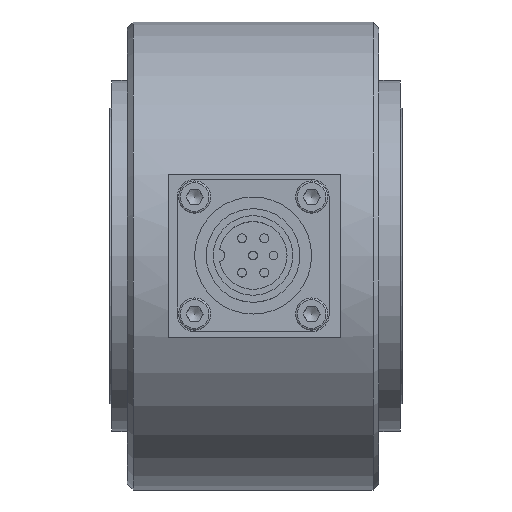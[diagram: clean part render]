
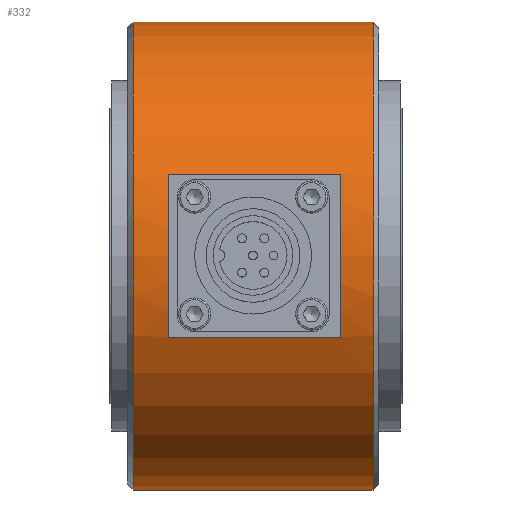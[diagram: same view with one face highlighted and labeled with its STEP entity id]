
A CAD part, top view. The second image highlights one B-rep face of the part: STEP entity #332.
In plain terms, the highlighted cylindrical face has radius 40 mm (diameter 80 mm), a full revolution.
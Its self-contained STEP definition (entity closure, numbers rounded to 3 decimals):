
#332 = ADVANCED_FACE( '', ( #656, #657, #658 ), #659, .T. );
#656 = FACE_OUTER_BOUND( '', #965, .T. );
#657 = FACE_OUTER_BOUND( '', #966, .T. );
#658 = FACE_BOUND( '', #967, .T. );
#659 = CYLINDRICAL_SURFACE( '', #968, 40. );
#965 = EDGE_LOOP( '', ( #1452 ) );
#966 = EDGE_LOOP( '', ( #1453 ) );
#967 = EDGE_LOOP( '', ( #1454, #1455, #1456, #1457 ) );
#968 = AXIS2_PLACEMENT_3D( '', #1458, #1459, #1460 );
#1452 = ORIENTED_EDGE( '', *, *, #1695, .T. );
#1453 = ORIENTED_EDGE( '', *, *, #1655, .T. );
#1454 = ORIENTED_EDGE( '', *, *, #1572, .F. );
#1455 = ORIENTED_EDGE( '', *, *, #1642, .T. );
#1456 = ORIENTED_EDGE( '', *, *, #1574, .F. );
#1457 = ORIENTED_EDGE( '', *, *, #1707, .T. );
#1458 = CARTESIAN_POINT( '', ( -60., 0., 0. ) );
#1459 = DIRECTION( '', ( 1., 0., 0. ) );
#1460 = DIRECTION( '', ( 0., 0., 1. ) );
#1572 = EDGE_CURVE( '', #1773, #1774, #1775, .F. );
#1574 = EDGE_CURVE( '', #1776, #1778, #1779, .T. );
#1642 = EDGE_CURVE( '', #1773, #1778, #1885, .F. );
#1655 = EDGE_CURVE( '', #1905, #1905, #1906, .F. );
#1695 = EDGE_CURVE( '', #1970, #1970, #1971, .F. );
#1707 = EDGE_CURVE( '', #1776, #1774, #1984, .F. );
#1773 = VERTEX_POINT( '', #2056 );
#1774 = VERTEX_POINT( '', #2057 );
#1775 = LINE( '', #2058, #2059 );
#1776 = VERTEX_POINT( '', #2060 );
#1778 = VERTEX_POINT( '', #2063 );
#1779 = LINE( '', #2064, #2065 );
#1885 = CIRCLE( '', #2203, 40. );
#1905 = VERTEX_POINT( '', #2223 );
#1906 = CIRCLE( '', #2224, 40. );
#1970 = VERTEX_POINT( '', #2314 );
#1971 = CIRCLE( '', #2315, 40. );
#1984 = CIRCLE( '', #2330, 40. );
#2056 = CARTESIAN_POINT( '', ( 10., -13.919, 37.5 ) );
#2057 = CARTESIAN_POINT( '', ( 39.5, -13.919, 37.5 ) );
#2058 = CARTESIAN_POINT( '', ( -60., -13.919, 37.5 ) );
#2059 = VECTOR( '', #2407, 1000. );
#2060 = CARTESIAN_POINT( '', ( 39.5, 13.919, 37.5 ) );
#2063 = CARTESIAN_POINT( '', ( 10., 13.919, 37.5 ) );
#2064 = CARTESIAN_POINT( '', ( -60., 13.919, 37.5 ) );
#2065 = VECTOR( '', #2409, 1000. );
#2203 = AXIS2_PLACEMENT_3D( '', #2504, #2505, #2506 );
#2223 = CARTESIAN_POINT( '', ( 45., 0., -40. ) );
#2224 = AXIS2_PLACEMENT_3D( '', #2528, #2529, #2530 );
#2314 = CARTESIAN_POINT( '', ( 4., 0., 40. ) );
#2315 = AXIS2_PLACEMENT_3D( '', #2591, #2592, #2593 );
#2330 = AXIS2_PLACEMENT_3D( '', #2602, #2603, #2604 );
#2407 = DIRECTION( '', ( -1., 0., 0. ) );
#2409 = DIRECTION( '', ( -1., 0., 0. ) );
#2504 = CARTESIAN_POINT( '', ( 10., 0., 0. ) );
#2505 = DIRECTION( '', ( 1., 0., 0. ) );
#2506 = DIRECTION( '', ( 0., -1., 0. ) );
#2528 = CARTESIAN_POINT( '', ( 45., 0., 0. ) );
#2529 = DIRECTION( '', ( 1., 0., 0. ) );
#2530 = DIRECTION( '', ( 0., 0., -1. ) );
#2591 = CARTESIAN_POINT( '', ( 4., 0., 0. ) );
#2592 = DIRECTION( '', ( -1., 0., 0. ) );
#2593 = DIRECTION( '', ( 0., 0., 1. ) );
#2602 = CARTESIAN_POINT( '', ( 39.5, 0., 0. ) );
#2603 = DIRECTION( '', ( -1., 0., 0. ) );
#2604 = DIRECTION( '', ( 0., 0., -1. ) );
